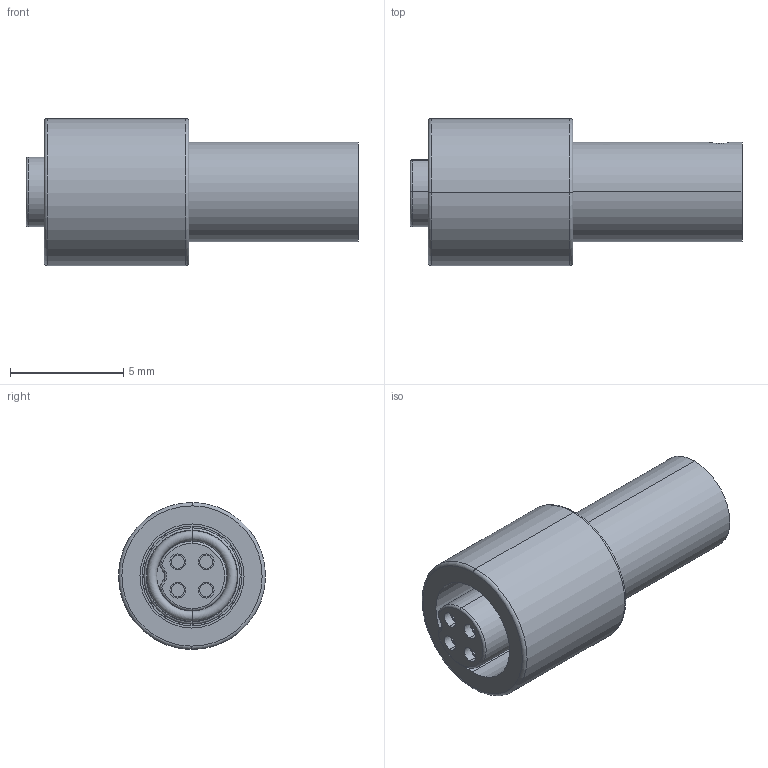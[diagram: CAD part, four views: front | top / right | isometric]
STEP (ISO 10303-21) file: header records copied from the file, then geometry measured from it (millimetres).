
FILE_DESCRIPTION (( 'STEP AP203' ), '1' );
FILE_NAME ('50-00673_revA.STEP', '2025-03-24T22:27:47', ( '' ), ( '' ), 'SwSTEP 2.0', 'SolidWorks 2021', '' );
FILE_SCHEMA (( 'CONFIG_CONTROL_DESIGN' ));
Length unit declared in the file: millimetre
Products named in the file (6): M5_oring_small; 50-00673_revA; M5F_shield; M5F4P; M5Female_inline threads_Step; M5Female_socket
Assembly tree (8 placements, depth 2):
  50-00673_revA
    M5Female_inline threads_Step
    M5F4P
    M5Female_socket  x4
    M5_oring_small
    M5F_shield
Bounding box: 14.67 x 6.5 x 6.5 mm (x, y, z)
Volume: 255.8 mm3; surface area: 1000.4 mm2
Topology: 8 solids, 8 shells, 163 faces, 357 edges, 216 vertices
Faces by surface type: cylinder 72, plane 51, torus 20, cone 16, bspline 4
Entity records: 3987 total; most frequent: CARTESIAN_POINT 1040, DIRECTION 532, ORIENTED_EDGE 424, AXIS2_PLACEMENT_3D 235, EDGE_CURVE 212, VERTEX_POINT 130, CIRCLE 128, EDGE_LOOP 118
